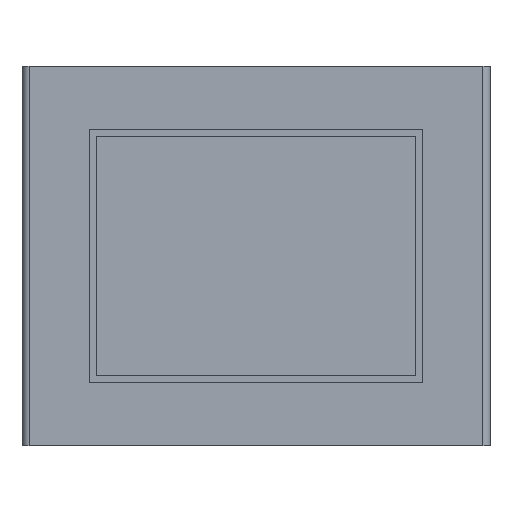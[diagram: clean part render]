
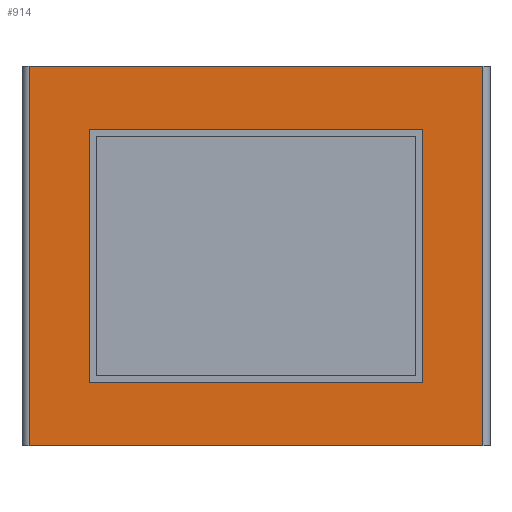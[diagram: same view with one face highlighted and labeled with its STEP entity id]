
A CAD part, front view. The second image highlights one B-rep face of the part: STEP entity #914.
In plain terms, the highlighted planar face has unit normal (0, -1, 0).
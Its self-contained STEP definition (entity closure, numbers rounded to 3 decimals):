
#591=CARTESIAN_POINT('POINT13101',(60.198,-5.,45.72));
#592=VERTEX_POINT('VERTEX13101',#591);
#593=CARTESIAN_POINT('POINT13102',(60.198,-5.,-45.72));
#594=VERTEX_POINT('VERTEX13102',#593);
#595=CARTESIAN_POINT('POS24797',(60.198,-5.,
   -34.25));
#596=DIRECTION('DIR32623',(0.,0.,-1.));
#597=VECTOR('VEC16971',#596,25.4);
#598=LINE('STRAIGHT16971',#595,#597);
#599=EDGE_CURVE('EDGE19923',#592,#594,#598,.T.);
#623=CARTESIAN_POINT('POINT13103',(-60.198,-5.,45.72));
#624=VERTEX_POINT('VERTEX13103',#623);
#625=CARTESIAN_POINT('POS24801',(40.98,-5.,
   45.72));
#626=DIRECTION('DIR32628',(1.,0.,0.));
#627=VECTOR('VEC16974',#626,25.4);
#628=LINE('STRAIGHT16974',#625,#627);
#629=EDGE_CURVE('EDGE19926',#624,#592,#628,.T.);
#648=CARTESIAN_POINT('POINT13104',(-60.198,-5.,-45.72));
#649=VERTEX_POINT('VERTEX13104',#648);
#650=CARTESIAN_POINT('POS24804',(-60.198,-5.,
   -34.25));
#651=DIRECTION('DIR32632',(0.,0.,1.));
#652=VECTOR('VEC16976',#651,25.4);
#653=LINE('STRAIGHT16976',#650,#652);
#654=EDGE_CURVE('EDGE19928',#649,#624,#653,.T.);
#673=CARTESIAN_POINT('POS24807',(40.98,-5.,
   -45.72));
#674=DIRECTION('DIR32636',(-1.,0.,0.));
#675=VECTOR('VEC16978',#674,25.4);
#676=LINE('STRAIGHT16978',#673,#675);
#677=EDGE_CURVE('EDGE19930',#594,#649,#676,.T.);
#838=CARTESIAN_POINT('POINT13120',(81.96,-5.,
   68.5));
#839=VERTEX_POINT('VERTEX13120',#838);
#847=CARTESIAN_POINT('POINT13121',(81.96,-5.,
   -68.5));
#848=VERTEX_POINT('VERTEX13121',#847);
#849=CARTESIAN_POINT('POS24826',(81.96,-5.,
   -68.5));
#850=DIRECTION('DIR32662',(0.,0.,1.));
#851=VECTOR('VEC16990',#850,25.4);
#852=LINE('STRAIGHT16990',#849,#851);
#853=EDGE_CURVE('EDGE19946',#848,#839,#852,.T.);
#878=ORIENTED_EDGE('COEDGE39875',*,*,#677,.T.);
#879=ORIENTED_EDGE('COEDGE39876',*,*,#654,.T.);
#880=ORIENTED_EDGE('COEDGE39877',*,*,#629,.T.);
#881=ORIENTED_EDGE('COEDGE39878',*,*,#599,.T.);
#882=EDGE_LOOP('NONE',(#878,#879,#880,#881));
#883=FACE_BOUND('LOOP1',#882,.T.);
#884=CARTESIAN_POINT('POINT13123',(-81.96,-5.,
   68.5));
#885=VERTEX_POINT('VERTEX13123',#884);
#886=CARTESIAN_POINT('POS24830',(-81.96,-5.,
   68.5));
#887=DIRECTION('DIR32668',(-1.,0.,0.));
#888=VECTOR('VEC16992',#887,25.4);
#889=LINE('STRAIGHT16992',#886,#888);
#890=EDGE_CURVE('EDGE19949',#839,#885,#889,.T.);
#891=ORIENTED_EDGE('COEDGE39879',*,*,#890,.T.);
#892=CARTESIAN_POINT('POINT13124',(-81.96,-5.,
   -68.5));
#893=VERTEX_POINT('VERTEX13124',#892);
#894=CARTESIAN_POINT('POS24831',(-81.96,-5.,
   -68.5));
#895=DIRECTION('DIR32669',(0.,0.,1.));
#896=VECTOR('VEC16993',#895,25.4);
#897=LINE('STRAIGHT16993',#894,#896);
#898=EDGE_CURVE('EDGE19950',#893,#885,#897,.T.);
#899=ORIENTED_EDGE('COEDGE39880',*,*,#898,.F.);
#900=CARTESIAN_POINT('POS24832',(-81.96,-5.,
   -68.5));
#901=DIRECTION('DIR32670',(1.,0.,0.));
#902=VECTOR('VEC16994',#901,25.4);
#903=LINE('STRAIGHT16994',#900,#902);
#904=EDGE_CURVE('EDGE19951',#893,#848,#903,.T.);
#905=ORIENTED_EDGE('COEDGE39881',*,*,#904,.T.);
#906=ORIENTED_EDGE('COEDGE39882',*,*,#853,.T.);
#907=EDGE_LOOP('NONE',(#891,#899,#905,#906));
#908=FACE_BOUND('LOOP1',#907,.T.);
#909=CARTESIAN_POINT('POS24833',(81.96,-5.,
   -68.5));
#910=DIRECTION('DIR32671',(0.,-1.,0.));
#911=DIRECTION('DIR32672',(1.,0.,0.));
#912=AXIS2_PLACEMENT_3D('AXIS7839',#909,#910,#911);
#913=PLANE('PLANE5776',#912);
#914=ADVANCED_FACE('FACE7688',(#883,#908),#913,.T.);
